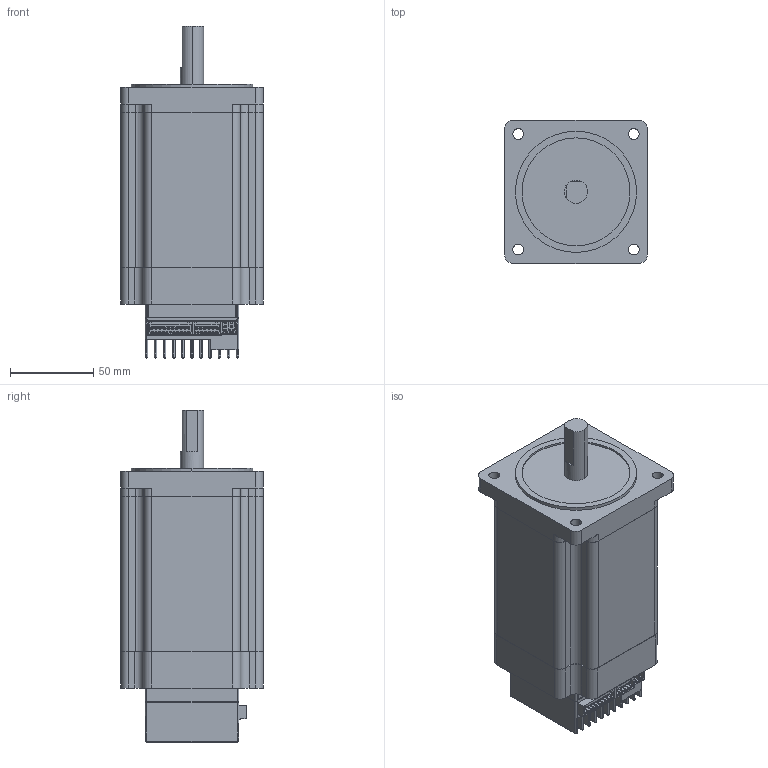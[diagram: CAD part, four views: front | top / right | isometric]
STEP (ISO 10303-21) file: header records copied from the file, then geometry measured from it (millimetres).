
FILE_DESCRIPTION (( 'STEP AP203' ), '1' );
FILE_NAME ('stepIM_IST-34L22CO10.STEP', '2015-05-10T22:05:57', ( '' ), ( '' ), 'SwSTEP 2.0', 'SolidWorks 2013', '' );
FILE_SCHEMA (( 'CONFIG_CONTROL_DESIGN' ));
Length unit declared in the file: millimetre
Products named in the file (1): stepIM_IST-34L22CO10
Bounding box: 86 x 86 x 200 mm (x, y, z)
Volume: 465669.9 mm3; surface area: 172668.7 mm2
Topology: 15 solids, 15 shells, 1942 faces, 4919 edges, 3164 vertices
Faces by surface type: plane 1205, cylinder 631, torus 72, cone 32, bspline 2
Entity records: 58273 total; most frequent: DIRECTION 10196, CARTESIAN_POINT 10148, ORIENTED_EDGE 9814, EDGE_CURVE 4907, LINE 3460, VECTOR 3460, AXIS2_PLACEMENT_3D 3368, VERTEX_POINT 3164
